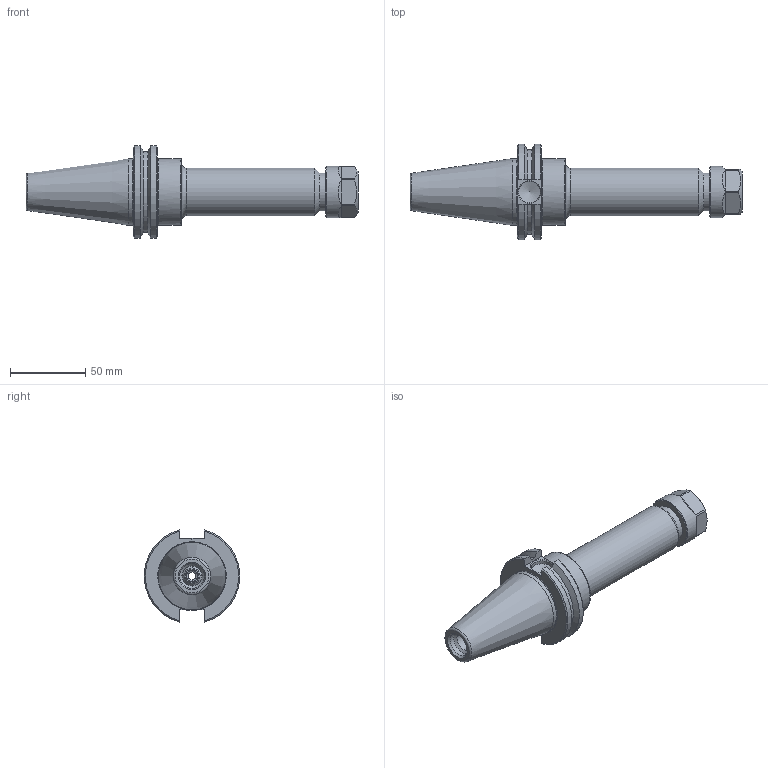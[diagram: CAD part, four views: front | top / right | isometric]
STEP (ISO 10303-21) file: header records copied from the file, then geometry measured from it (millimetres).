
FILE_DESCRIPTION((''),'2;1');
FILE_NAME('C40-20ER6.stp','2014-07-25T10:00:18',('kaykin'),(''),'Autodesk Inventor 2012','Autodesk Inventor 2012','');
FILE_SCHEMA(('AUTOMOTIVE_DESIGN { 1 0 10303 214 1 1 1 1 }'));
Length unit declared in the file: inch
Products named in the file (4): C40-20ER6; C40-20ER6-1; 20ERHPN; BS-09
Assembly tree (3 placements, depth 2):
  C40-20ER6
    C40-20ER6-1
    20ERHPN
    BS-09
Bounding box: 220.66 x 63.26 x 61.38 mm (x, y, z)
Volume: 197681.3 mm3; surface area: 42935.1 mm2
Topology: 3 solids, 3 shells, 107 faces, 248 edges, 152 vertices
Faces by surface type: plane 43, cone 31, cylinder 24, torus 8, bspline 1
Full cylindrical faces by diameter (mm): 7.137 x1, 10.719 x2, 12.751 x1, 13.386 x1, 14.097 x1, 14.3 x1, 14.478 x1, 14.91 x1, 16.459 x1, 20.066 x1, 23.52 x1, 25 x1, 25.527 x1, 31.75 x1, 34.036 x1, 44.45 x2
Entity records: 2981 total; most frequent: CARTESIAN_POINT 657, DIRECTION 472, ORIENTED_EDGE 382, AXIS2_PLACEMENT_3D 200, EDGE_CURVE 191, EDGE_LOOP 167, VERTEX_POINT 144, FACE_OUTER_BOUND 107
